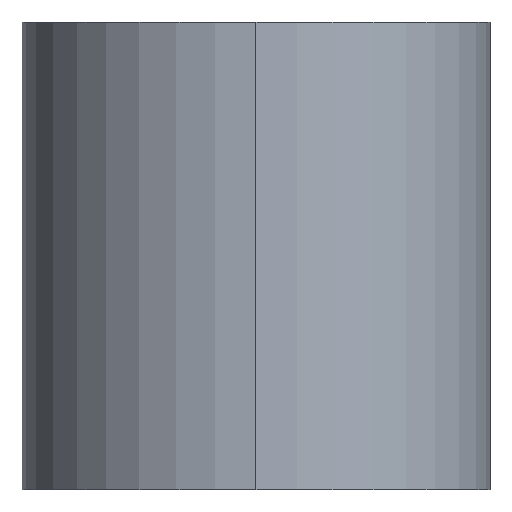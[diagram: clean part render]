
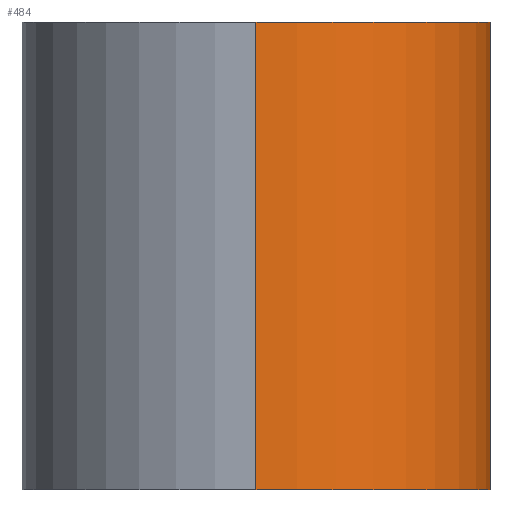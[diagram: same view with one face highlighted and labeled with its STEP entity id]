
A CAD part, left-side view. The second image highlights one B-rep face of the part: STEP entity #484.
In plain terms, the highlighted cylindrical face has radius 6 mm (diameter 12 mm), a partial arc.
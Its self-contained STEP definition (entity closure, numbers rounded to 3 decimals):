
#211 = CARTESIAN_POINT ( 'NONE',  ( 0., -6., 12. ) ) ;
#234 = CARTESIAN_POINT ( 'NONE',  ( -6., 0., 0. ) ) ;
#314 = CARTESIAN_POINT ( 'NONE',  ( 0., 0., 12. ) ) ;
#316 = DIRECTION ( 'NONE',  ( 0., 0., -1. ) ) ;
#319 = AXIS2_PLACEMENT_3D ( 'NONE', #314, #316, #320 ) ;
#320 = DIRECTION ( 'NONE',  ( -1., 0., 0. ) ) ;
#324 = CYLINDRICAL_SURFACE ( 'NONE', #319, 6. ) ;
#325 = FACE_OUTER_BOUND ( 'NONE', #521, .T. ) ;
#329 = DIRECTION ( 'NONE',  ( 0., 0., -1. ) ) ;
#330 = VECTOR ( 'NONE', #329, 1000. ) ;
#331 = CARTESIAN_POINT ( 'NONE',  ( -6., 0., 12. ) ) ;
#332 = LINE ( 'NONE', #331, #348 ) ;
#334 = CIRCLE ( 'NONE', #346, 6. ) ;
#336 = AXIS2_PLACEMENT_3D ( 'NONE', #343, #339, #338 ) ;
#338 = DIRECTION ( 'NONE',  ( 1., 0., 0. ) ) ;
#339 = DIRECTION ( 'NONE',  ( 0., 0., 1. ) ) ;
#340 = CARTESIAN_POINT ( 'NONE',  ( 0., 0., 12. ) ) ;
#343 = CARTESIAN_POINT ( 'NONE',  ( 0., 0., 0. ) ) ;
#344 = CIRCLE ( 'NONE', #336, 6. ) ;
#345 = DIRECTION ( 'NONE',  ( 0., 0., 1. ) ) ;
#346 = AXIS2_PLACEMENT_3D ( 'NONE', #340, #345, #349 ) ;
#347 = DIRECTION ( 'NONE',  ( 0., 0., -1. ) ) ;
#348 = VECTOR ( 'NONE', #347, 1000. ) ;
#349 = DIRECTION ( 'NONE',  ( 1., 0., 0. ) ) ;
#350 = CARTESIAN_POINT ( 'NONE',  ( 0., -6., 12. ) ) ;
#351 = LINE ( 'NONE', #350, #330 ) ;
#353 = CARTESIAN_POINT ( 'NONE',  ( 0., -6., 0. ) ) ;
#355 = CARTESIAN_POINT ( 'NONE',  ( -6., 0., 12. ) ) ;
#462 = VERTEX_POINT ( 'NONE', #211 ) ;
#463 = VERTEX_POINT ( 'NONE', #234 ) ;
#484 = ADVANCED_FACE ( 'NONE', ( #325 ), #324, .T. ) ;
#485 = ORIENTED_EDGE ( 'NONE', *, *, #486, .T. ) ;
#486 = EDGE_CURVE ( 'NONE', #507, #463, #332, .T. ) ;
#487 = EDGE_CURVE ( 'NONE', #507, #462, #334, .T. ) ;
#488 = VERTEX_POINT ( 'NONE', #353 ) ;
#489 = ORIENTED_EDGE ( 'NONE', *, *, #490, .T. ) ;
#490 = EDGE_CURVE ( 'NONE', #463, #488, #344, .T. ) ;
#491 = EDGE_CURVE ( 'NONE', #462, #488, #351, .T. ) ;
#507 = VERTEX_POINT ( 'NONE', #355 ) ;
#512 = ORIENTED_EDGE ( 'NONE', *, *, #487, .F. ) ;
#517 = ORIENTED_EDGE ( 'NONE', *, *, #491, .F. ) ;
#521 = EDGE_LOOP ( 'NONE', ( #512, #485, #489, #517 ) ) ;
